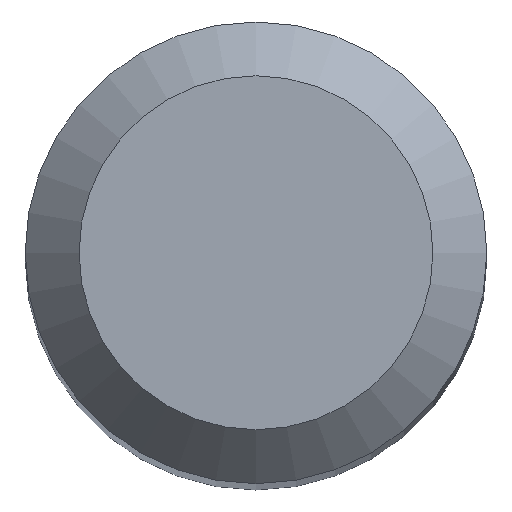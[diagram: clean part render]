
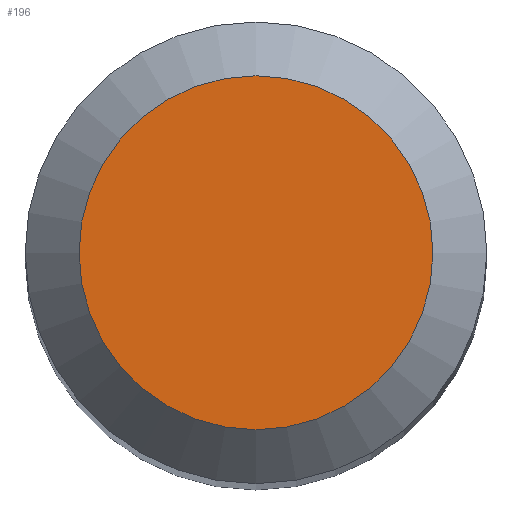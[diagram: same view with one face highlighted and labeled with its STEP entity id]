
A CAD part, top view. The second image highlights one B-rep face of the part: STEP entity #196.
In plain terms, the highlighted planar face has unit normal (0, 0, 1).
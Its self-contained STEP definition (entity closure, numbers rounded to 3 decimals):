
#22 = DIRECTION ( 'NONE',  ( 0., 0., -1. ) ) ;
#53 = CARTESIAN_POINT ( 'NONE',  ( 0., 0., 79. ) ) ;
#55 = DIRECTION ( 'NONE',  ( 0., 1., 0. ) ) ;
#70 = EDGE_CURVE ( 'NONE', #177, #177, #128, .T. ) ;
#77 = CARTESIAN_POINT ( 'NONE',  ( 0., 0., 79. ) ) ;
#81 = AXIS2_PLACEMENT_3D ( 'NONE', #53, #22, #263 ) ;
#111 = FACE_OUTER_BOUND ( 'NONE', #126, .T. ) ;
#126 = EDGE_LOOP ( 'NONE', ( #168 ) ) ;
#128 = CIRCLE ( 'NONE', #193, 2.3 ) ;
#168 = ORIENTED_EDGE ( 'NONE', *, *, #70, .F. ) ;
#172 = DIRECTION ( 'NONE',  ( 0., 0., -1. ) ) ;
#177 = VERTEX_POINT ( 'NONE', #240 ) ;
#193 = AXIS2_PLACEMENT_3D ( 'NONE', #77, #172, #55 ) ;
#196 = ADVANCED_FACE ( 'NONE', ( #111 ), #228, .F. ) ;
#228 = PLANE ( 'NONE',  #81 ) ;
#240 = CARTESIAN_POINT ( 'NONE',  ( 0., 2.3, 79. ) ) ;
#263 = DIRECTION ( 'NONE',  ( 0., 1., 0. ) ) ;
